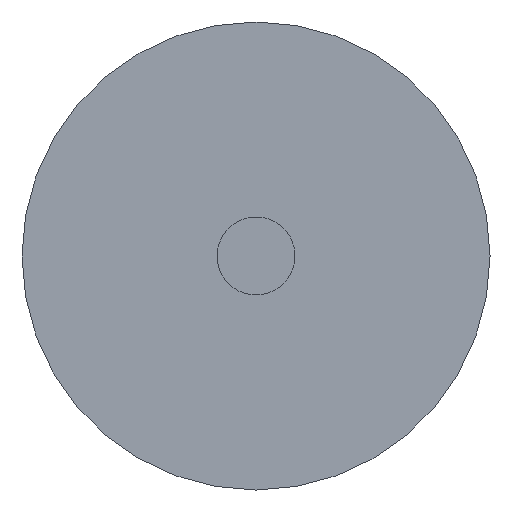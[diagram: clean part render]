
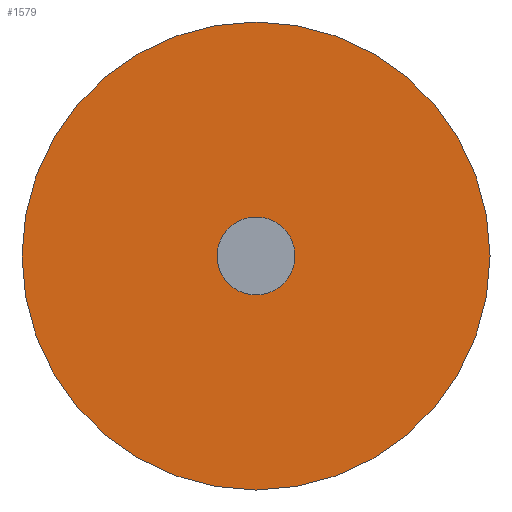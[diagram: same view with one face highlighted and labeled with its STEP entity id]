
A CAD part, front view. The second image highlights one B-rep face of the part: STEP entity #1579.
In plain terms, the highlighted planar face has unit normal (0, -1, 0).
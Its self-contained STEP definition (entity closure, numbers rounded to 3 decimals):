
#52=FACE_BOUND('',#387,.T.);
#88=B_SPLINE_CURVE_WITH_KNOTS('',3,(#2879,#2880,#2881,#2882,#2883,#2884,
#2885,#2886,#2887,#2888,#2889,#2890,#2891,#2892,#2893,#2894,#2895),
 .UNSPECIFIED.,.T.,.F.,(4,1,1,1,1,1,1,1,1,1,1,1,1,1,4),(0.,0.071,
0.143,0.214,0.286,0.357,
0.429,0.5,0.571,0.619,0.714,
0.786,0.857,0.929,1.),.UNSPECIFIED.);
#98=CIRCLE('',#1732,30.);
#285=FACE_OUTER_BOUND('',#386,.T.);
#386=EDGE_LOOP('',(#1254));
#387=EDGE_LOOP('',(#1255));
#722=VERTEX_POINT('',#2480);
#791=VERTEX_POINT('',#2877);
#864=EDGE_CURVE('',#722,#722,#98,.T.);
#968=EDGE_CURVE('',#791,#791,#88,.T.);
#1254=ORIENTED_EDGE('',*,*,#864,.F.);
#1255=ORIENTED_EDGE('',*,*,#968,.T.);
#1512=PLANE('',#1787);
#1579=ADVANCED_FACE('',(#285,#52),#1512,.F.);
#1732=AXIS2_PLACEMENT_3D('',#2482,#1959,#1960);
#1787=AXIS2_PLACEMENT_3D('',#2896,#2150,#2151);
#1959=DIRECTION('center_axis',(0.,1.,0.));
#1960=DIRECTION('ref_axis',(1.,0.,0.));
#2150=DIRECTION('center_axis',(0.,1.,0.));
#2151=DIRECTION('ref_axis',(1.,0.,0.));
#2480=CARTESIAN_POINT('',(-30.,10.,0.));
#2482=CARTESIAN_POINT('Origin',(0.,10.,0.));
#2877=CARTESIAN_POINT('',(-4.901,10.,-0.992));
#2879=CARTESIAN_POINT('Ctrl Pts',(-4.901,10.,-0.992));
#2880=CARTESIAN_POINT('Ctrl Pts',(-5.049,10.,-0.259));
#2881=CARTESIAN_POINT('Ctrl Pts',(-5.011,10.,1.274));
#2882=CARTESIAN_POINT('Ctrl Pts',(-3.962,10.,3.323));
#2883=CARTESIAN_POINT('Ctrl Pts',(-2.128,10.,4.712));
#2884=CARTESIAN_POINT('Ctrl Pts',(0.127,10.,5.17));
#2885=CARTESIAN_POINT('Ctrl Pts',(2.357,10.,4.601));
#2886=CARTESIAN_POINT('Ctrl Pts',(4.121,10.,3.124));
#2887=CARTESIAN_POINT('Ctrl Pts',(5.069,10.,1.026));
#2888=CARTESIAN_POINT('Ctrl Pts',(5.017,10.,-1.018));
#2889=CARTESIAN_POINT('Ctrl Pts',(4.137,10.,-3.112));
#2890=CARTESIAN_POINT('Ctrl Pts',(2.382,10.,-4.665));
#2891=CARTESIAN_POINT('Ctrl Pts',(-0.128,10.,-5.168));
#2892=CARTESIAN_POINT('Ctrl Pts',(-2.357,10.,-4.603));
#2893=CARTESIAN_POINT('Ctrl Pts',(-4.121,10.,-3.123));
#2894=CARTESIAN_POINT('Ctrl Pts',(-4.752,10.,-1.725));
#2895=CARTESIAN_POINT('Ctrl Pts',(-4.901,10.,-0.992));
#2896=CARTESIAN_POINT('Origin',(0.,10.,0.));
